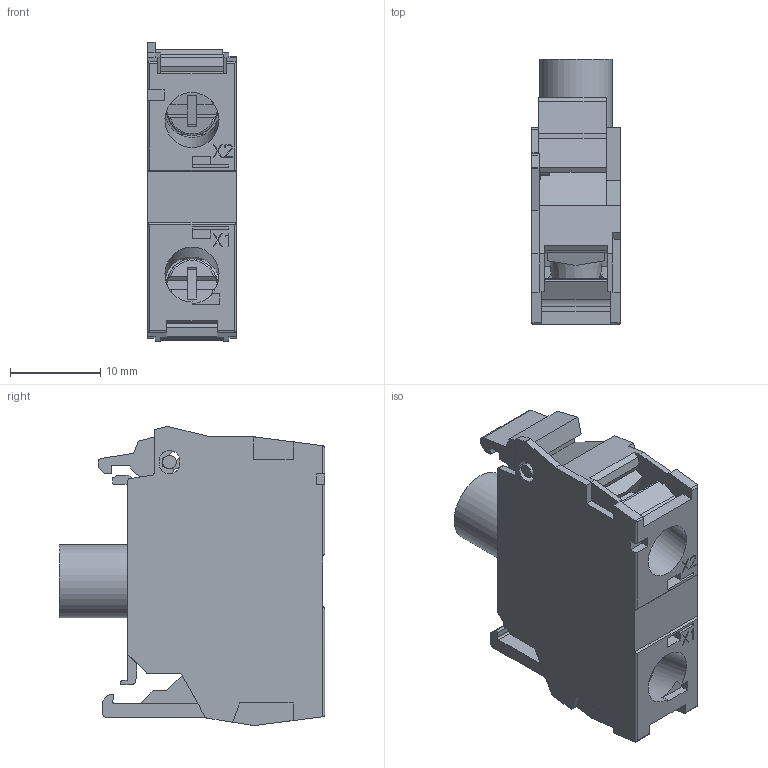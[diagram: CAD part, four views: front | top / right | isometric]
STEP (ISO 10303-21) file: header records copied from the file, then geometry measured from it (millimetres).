
FILE_DESCRIPTION( ( 'Unknown' ), '1' );
FILE_NAME( '4037_45-320.1N12.stp', 'Unknown', ( 'Unknown' ), ( 'Unknown' ), 'PSStep 15.0.49', 'Unknown', ' ' );
FILE_SCHEMA( ( 'AUTOMOTIVE_DESIGN { 1 0 10303 214 1 1 1 1 }' ) );
Length unit declared in the file: millimetre
Products named in the file (1): 0
Bounding box: 9.8 x 29.4 x 33.15 mm (x, y, z)
Volume: 5646.9 mm3; surface area: 4346.5 mm2
Topology: 1 solids, 2 shells, 342 faces, 1001 edges, 664 vertices
Faces by surface type: plane 287, cylinder 49, torus 4, cone 2
Full cylindrical faces by diameter (mm): 1.5 x1, 3 x2, 6 x2, 8.1 x1
Entity records: 18913 total; most frequent: CARTESIAN_POINT 2035, ORIENTED_EDGE 1980, DIRECTION 1807, STYLED_ITEM 1332, PRESENTATION_STYLE_ASSIGNMENT 1332, COLOUR_RGB 1332, EDGE_CURVE 990, CURVE_STYLE 990
